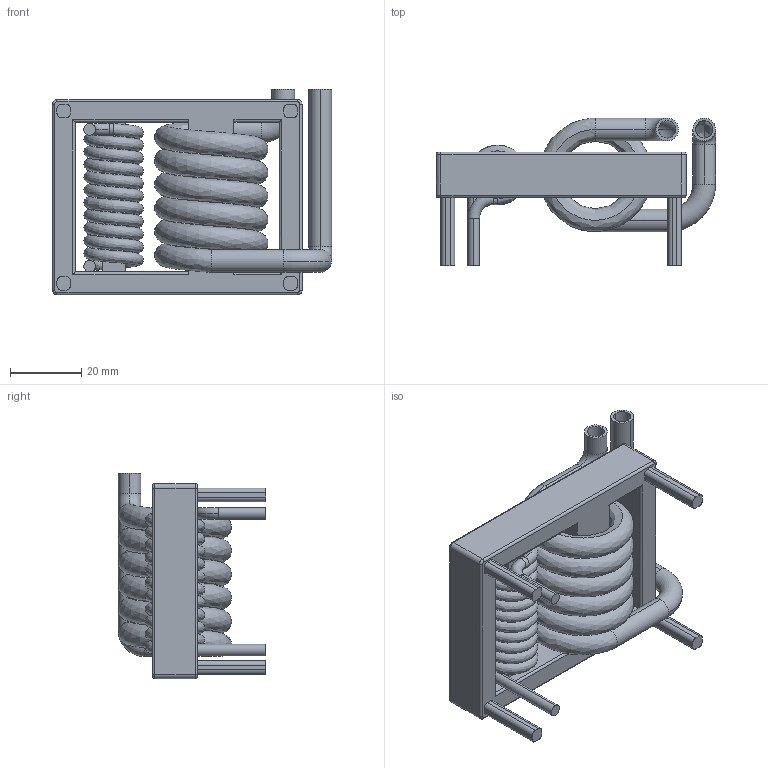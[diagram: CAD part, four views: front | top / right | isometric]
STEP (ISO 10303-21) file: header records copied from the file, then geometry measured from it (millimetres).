
FILE_DESCRIPTION (( 'STEP AP214' ), '1' );
FILE_NAME ('Work_Transformer.STEP', '2024-12-14T16:46:24', ( '' ), ( '' ), 'SwSTEP 2.0', 'SolidWorks 2025', '' );
FILE_SCHEMA (( 'AUTOMOTIVE_DESIGN' ));
Length unit declared in the file: inch
Products named in the file (1): Work_Transformer
Bounding box: 78.11 x 41.27 x 57.46 mm (x, y, z)
Volume: 39158 mm3; surface area: 37117.5 mm2
Topology: 3 solids, 3 shells, 140 faces, 342 edges, 208 vertices
Faces by surface type: cylinder 60, plane 42, bspline 20, torus 18
Entity records: 18379 total; most frequent: CARTESIAN_POINT 13301, ORIENTED_EDGE 684, DIRECTION 658, EDGE_CURVE 342, AXIS2_PLACEMENT_3D 249, VERTEX_POINT 208, VECTOR 160, LINE 160
